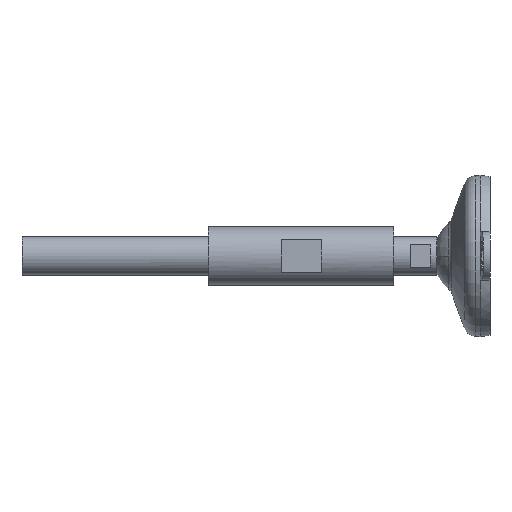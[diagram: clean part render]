
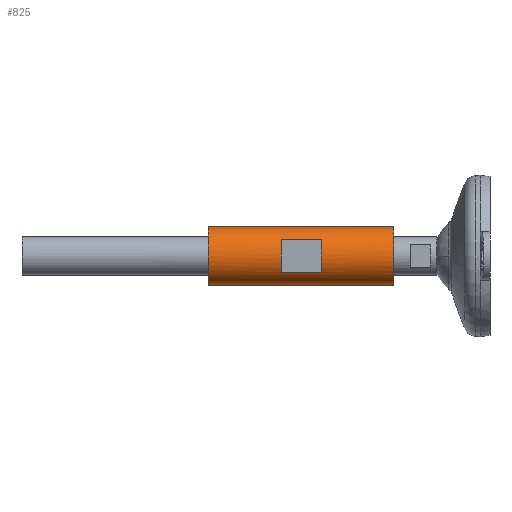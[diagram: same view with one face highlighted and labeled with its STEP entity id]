
A CAD part, left-side view. The second image highlights one B-rep face of the part: STEP entity #825.
In plain terms, the highlighted cylindrical face has radius 18 mm (diameter 36 mm), a partial arc.
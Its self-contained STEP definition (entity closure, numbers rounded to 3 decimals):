
#5 = DIRECTION ( 'NONE',  ( 0., -1., 0. ) ) ;
#53 = AXIS2_PLACEMENT_3D ( 'NONE', #1521, #5, #936 ) ;
#58 = CARTESIAN_POINT ( 'NONE',  ( 0., 174.5, -18. ) ) ;
#76 = VERTEX_POINT ( 'NONE', #914 ) ;
#79 = DIRECTION ( 'NONE',  ( 0., 0., -1. ) ) ;
#148 = CARTESIAN_POINT ( 'NONE',  ( 0., 59.5, 0. ) ) ;
#171 = ORIENTED_EDGE ( 'NONE', *, *, #1143, .F. ) ;
#175 = EDGE_CURVE ( 'NONE', #1473, #224, #1504, .T. ) ;
#181 = EDGE_LOOP ( 'NONE', ( #525, #640, #587, #1027 ) ) ;
#197 = VECTOR ( 'NONE', #481, 1000. ) ;
#219 = CARTESIAN_POINT ( 'NONE',  ( 0., 174.5, 0. ) ) ;
#224 = VERTEX_POINT ( 'NONE', #1215 ) ;
#291 = FACE_OUTER_BOUND ( 'NONE', #716, .T. ) ;
#300 = DIRECTION ( 'NONE',  ( 0., 1., 0. ) ) ;
#309 = AXIS2_PLACEMENT_3D ( 'NONE', #688, #300, #669 ) ;
#331 = CIRCLE ( 'NONE', #53, 18. ) ;
#368 = ORIENTED_EDGE ( 'NONE', *, *, #175, .T. ) ;
#373 = CARTESIAN_POINT ( 'NONE',  ( -15., 104.5, -9.95 ) ) ;
#385 = VECTOR ( 'NONE', #974, 1000. ) ;
#413 = VERTEX_POINT ( 'NONE', #524 ) ;
#450 = CARTESIAN_POINT ( 'NONE',  ( 0., 59.5, -18. ) ) ;
#468 = EDGE_CURVE ( 'NONE', #1498, #1484, #805, .T. ) ;
#481 = DIRECTION ( 'NONE',  ( 0., -1., 0. ) ) ;
#490 = DIRECTION ( 'NONE',  ( 0., -1., 0. ) ) ;
#500 = CIRCLE ( 'NONE', #309, 18. ) ;
#524 = CARTESIAN_POINT ( 'NONE',  ( -15., 129.5, -9.95 ) ) ;
#525 = ORIENTED_EDGE ( 'NONE', *, *, #468, .T. ) ;
#587 = ORIENTED_EDGE ( 'NONE', *, *, #1262, .T. ) ;
#597 = LINE ( 'NONE', #1125, #1070 ) ;
#640 = ORIENTED_EDGE ( 'NONE', *, *, #665, .T. ) ;
#665 = EDGE_CURVE ( 'NONE', #1484, #1668, #331, .T. ) ;
#667 = DIRECTION ( 'NONE',  ( 0., 0., -1. ) ) ;
#669 = DIRECTION ( 'NONE',  ( 0., 0., 1. ) ) ;
#677 = DIRECTION ( 'NONE',  ( 0., 0., -1. ) ) ;
#688 = CARTESIAN_POINT ( 'NONE',  ( 0., 129.5, 0. ) ) ;
#716 = EDGE_LOOP ( 'NONE', ( #1171, #1357, #368, #171 ) ) ;
#735 = CARTESIAN_POINT ( 'NONE',  ( 0., 59.5, 18. ) ) ;
#769 = EDGE_CURVE ( 'NONE', #413, #1498, #500, .T. ) ;
#805 = LINE ( 'NONE', #1324, #1290 ) ;
#825 = ADVANCED_FACE ( 'NONE', ( #291, #1213 ), #1338, .T. ) ;
#839 = CARTESIAN_POINT ( 'NONE',  ( -15., 129.5, 9.95 ) ) ;
#843 = EDGE_CURVE ( 'NONE', #76, #1473, #1341, .T. ) ;
#848 = AXIS2_PLACEMENT_3D ( 'NONE', #1330, #1618, #677 ) ;
#854 = VERTEX_POINT ( 'NONE', #735 ) ;
#914 = CARTESIAN_POINT ( 'NONE',  ( 0., 174.5, 18. ) ) ;
#916 = DIRECTION ( 'NONE',  ( 0., -1., 0. ) ) ;
#936 = DIRECTION ( 'NONE',  ( 0., 0., -1. ) ) ;
#974 = DIRECTION ( 'NONE',  ( 0., -1., 0. ) ) ;
#989 = DIRECTION ( 'NONE',  ( 0., 1., 0. ) ) ;
#1018 = AXIS2_PLACEMENT_3D ( 'NONE', #148, #1089, #667 ) ;
#1027 = ORIENTED_EDGE ( 'NONE', *, *, #769, .T. ) ;
#1070 = VECTOR ( 'NONE', #989, 1000. ) ;
#1089 = DIRECTION ( 'NONE',  ( 0., -1., 0. ) ) ;
#1125 = CARTESIAN_POINT ( 'NONE',  ( -15., 59.5, -9.95 ) ) ;
#1126 = AXIS2_PLACEMENT_3D ( 'NONE', #219, #490, #79 ) ;
#1143 = EDGE_CURVE ( 'NONE', #854, #224, #1676, .T. ) ;
#1171 = ORIENTED_EDGE ( 'NONE', *, *, #1226, .F. ) ;
#1213 = FACE_BOUND ( 'NONE', #181, .T. ) ;
#1215 = CARTESIAN_POINT ( 'NONE',  ( 0., 59.5, -18. ) ) ;
#1226 = EDGE_CURVE ( 'NONE', #76, #854, #1492, .T. ) ;
#1262 = EDGE_CURVE ( 'NONE', #1668, #413, #597, .T. ) ;
#1290 = VECTOR ( 'NONE', #916, 1000. ) ;
#1324 = CARTESIAN_POINT ( 'NONE',  ( -15., 59.5, 9.95 ) ) ;
#1330 = CARTESIAN_POINT ( 'NONE',  ( 0., 59.5, 0. ) ) ;
#1338 = CYLINDRICAL_SURFACE ( 'NONE', #848, 18. ) ;
#1341 = CIRCLE ( 'NONE', #1126, 18. ) ;
#1357 = ORIENTED_EDGE ( 'NONE', *, *, #843, .T. ) ;
#1370 = CARTESIAN_POINT ( 'NONE',  ( 0., 59.5, 18. ) ) ;
#1473 = VERTEX_POINT ( 'NONE', #58 ) ;
#1484 = VERTEX_POINT ( 'NONE', #1632 ) ;
#1492 = LINE ( 'NONE', #1370, #197 ) ;
#1498 = VERTEX_POINT ( 'NONE', #839 ) ;
#1504 = LINE ( 'NONE', #450, #385 ) ;
#1521 = CARTESIAN_POINT ( 'NONE',  ( 0., 104.5, 0. ) ) ;
#1618 = DIRECTION ( 'NONE',  ( 0., -1., 0. ) ) ;
#1632 = CARTESIAN_POINT ( 'NONE',  ( -15., 104.5, 9.95 ) ) ;
#1668 = VERTEX_POINT ( 'NONE', #373 ) ;
#1676 = CIRCLE ( 'NONE', #1018, 18. ) ;
